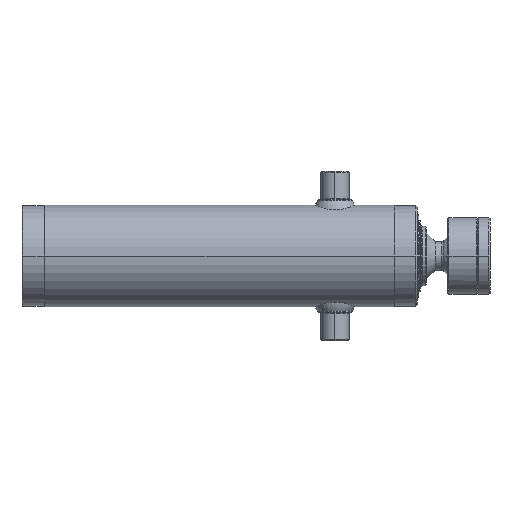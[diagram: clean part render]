
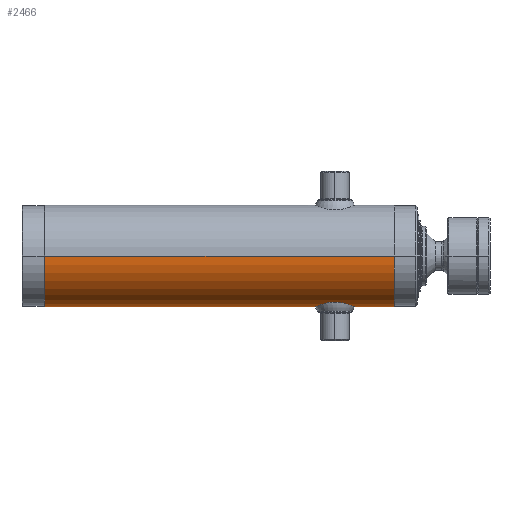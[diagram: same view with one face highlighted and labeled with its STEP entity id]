
A CAD part, front view. The second image highlights one B-rep face of the part: STEP entity #2466.
In plain terms, the highlighted cylindrical face has radius 88.9 mm (diameter 177.8 mm), a partial arc.
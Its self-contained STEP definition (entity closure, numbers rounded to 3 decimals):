
#62 = DIRECTION ( 'NONE',  ( 0., 1., 0. ) ) ;
#72 = CARTESIAN_POINT ( 'NONE',  ( 653., -88.9, 0. ) ) ;
#74 = AXIS2_PLACEMENT_3D ( 'NONE', #7405, #2533, #8174 ) ;
#348 = VERTEX_POINT ( 'NONE', #2146 ) ;
#687 = CARTESIAN_POINT ( 'NONE',  ( 653., 88.9, 0. ) ) ;
#1323 = EDGE_CURVE ( 'NONE', #4370, #7191, #2372, .T. ) ;
#1951 = CARTESIAN_POINT ( 'NONE',  ( -26.623, 0., 0. ) ) ;
#2146 = CARTESIAN_POINT ( 'NONE',  ( 40., -88.9, 0. ) ) ;
#2205 = DIRECTION ( 'NONE',  ( -1., 0., 0. ) ) ;
#2298 = VECTOR ( 'NONE', #3141, 1000. ) ;
#2372 = LINE ( 'NONE', #3047, #2298 ) ;
#2466 = ADVANCED_FACE ( 'NONE', ( #8103 ), #10016, .T. ) ;
#2533 = DIRECTION ( 'NONE',  ( -1., 0., 0. ) ) ;
#2679 = ORIENTED_EDGE ( 'NONE', *, *, #9577, .F. ) ;
#2797 = EDGE_LOOP ( 'NONE', ( #8022, #5105, #2679, #6346 ) ) ;
#2963 = EDGE_CURVE ( 'NONE', #4370, #9054, #4209, .T. ) ;
#3047 = CARTESIAN_POINT ( 'NONE',  ( -26.623, 88.9, 0. ) ) ;
#3141 = DIRECTION ( 'NONE',  ( -1., 0., 0. ) ) ;
#3261 = CIRCLE ( 'NONE', #74, 88.9 ) ;
#3438 = AXIS2_PLACEMENT_3D ( 'NONE', #3613, #3578, #3502 ) ;
#3502 = DIRECTION ( 'NONE',  ( 0., 1., 0. ) ) ;
#3578 = DIRECTION ( 'NONE',  ( -1., 0., 0. ) ) ;
#3613 = CARTESIAN_POINT ( 'NONE',  ( 653., 0., 0. ) ) ;
#3845 = CARTESIAN_POINT ( 'NONE',  ( 40., 88.9, 0. ) ) ;
#4209 = CIRCLE ( 'NONE', #3438, 88.9 ) ;
#4370 = VERTEX_POINT ( 'NONE', #687 ) ;
#4410 = AXIS2_PLACEMENT_3D ( 'NONE', #1951, #9719, #62 ) ;
#4638 = CARTESIAN_POINT ( 'NONE',  ( -26.623, -88.9, 0. ) ) ;
#5105 = ORIENTED_EDGE ( 'NONE', *, *, #6160, .T. ) ;
#6160 = EDGE_CURVE ( 'NONE', #9054, #348, #7442, .T. ) ;
#6346 = ORIENTED_EDGE ( 'NONE', *, *, #1323, .F. ) ;
#7191 = VERTEX_POINT ( 'NONE', #3845 ) ;
#7405 = CARTESIAN_POINT ( 'NONE',  ( 40., 0., 0. ) ) ;
#7429 = VECTOR ( 'NONE', #2205, 1000. ) ;
#7442 = LINE ( 'NONE', #4638, #7429 ) ;
#8022 = ORIENTED_EDGE ( 'NONE', *, *, #2963, .T. ) ;
#8103 = FACE_OUTER_BOUND ( 'NONE', #2797, .T. ) ;
#8174 = DIRECTION ( 'NONE',  ( 0., 1., 0. ) ) ;
#9054 = VERTEX_POINT ( 'NONE', #72 ) ;
#9577 = EDGE_CURVE ( 'NONE', #7191, #348, #3261, .T. ) ;
#9719 = DIRECTION ( 'NONE',  ( -1., 0., 0. ) ) ;
#10016 = CYLINDRICAL_SURFACE ( 'NONE', #4410, 88.9 ) ;
